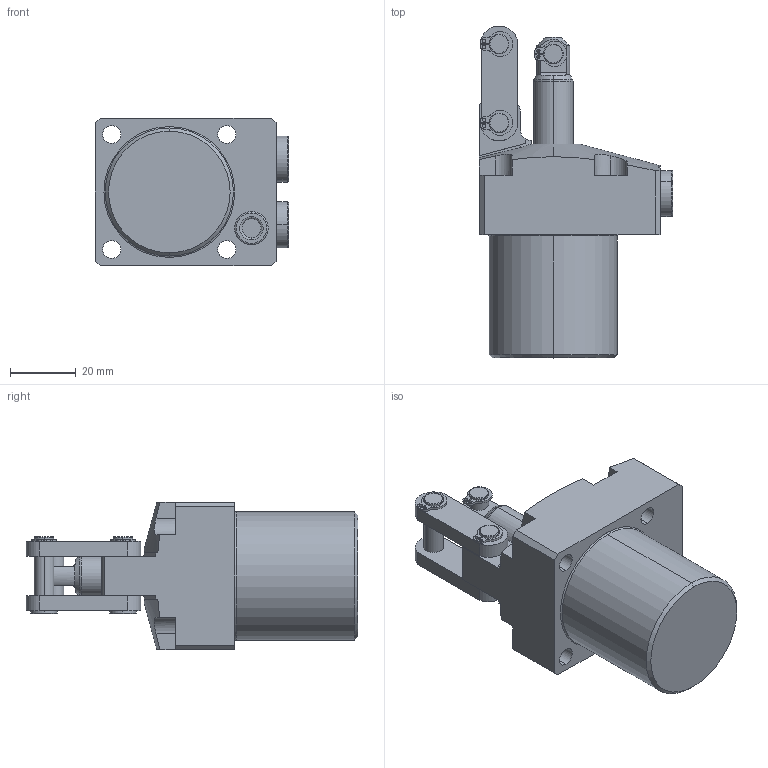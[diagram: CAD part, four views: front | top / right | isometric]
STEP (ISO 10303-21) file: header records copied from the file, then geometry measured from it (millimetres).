
FILE_DESCRIPTION (( 'STEP AP203' ), '1' );
FILE_NAME ('CLT02-F.step', '2014-05-27T00:44:17', ( 'pascal' ), ( 'Hewlett-Packard Company' ), 'SwSTEP 2.0', 'SolidWorks 2012', '' );
FILE_SCHEMA (( 'CONFIG_CONTROL_DESIGN' ));
Length unit declared in the file: millimetre
Products named in the file (5): CLT02-F_BODY; CLT02_ROD; CLT02_LINK; CLT02_PLUG; CLT02-F
Assembly tree (5 placements, depth 2):
  CLT02-F
    CLT02-F_BODY
    CLT02_ROD
    CLT02_LINK
    CLT02_PLUG  x2
Bounding box: 58.8 x 100.98 x 45 mm (x, y, z)
Volume: 108944.9 mm3; surface area: 23558.3 mm2
Topology: 5 solids, 6 shells, 280 faces, 678 edges, 432 vertices
Faces by surface type: plane 120, cylinder 113, torus 26, cone 21
Entity records: 8459 total; most frequent: CARTESIAN_POINT 1629, DIRECTION 1398, ORIENTED_EDGE 1264, EDGE_CURVE 632, AXIS2_PLACEMENT_3D 549, VERTEX_POINT 404, VECTOR 300, LINE 300
